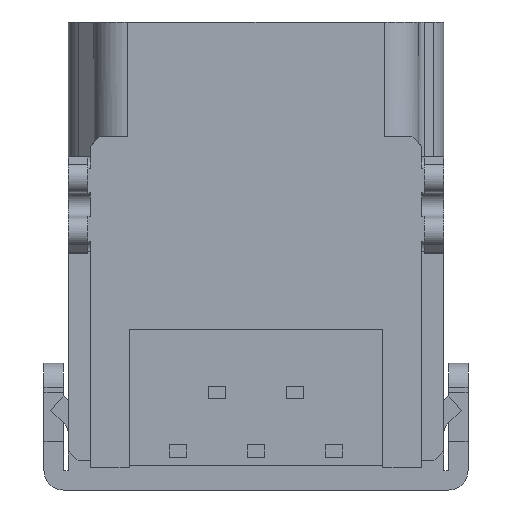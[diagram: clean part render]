
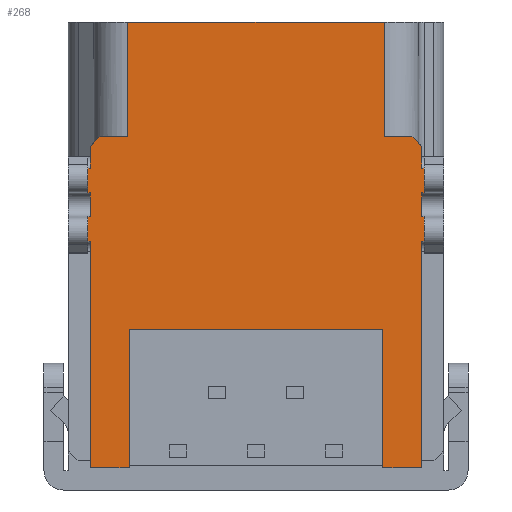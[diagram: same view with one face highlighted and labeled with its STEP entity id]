
A CAD part, front view. The second image highlights one B-rep face of the part: STEP entity #268.
In plain terms, the highlighted planar face has unit normal (0, -1, 0).
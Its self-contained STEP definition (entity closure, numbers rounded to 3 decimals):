
#268=ADVANCED_FACE('',(#825),#826,.T.);
#825=FACE_OUTER_BOUND('',#1577,.T.);
#826=PLANE('',#1578);
#1577=EDGE_LOOP('',(#3706,#3707,#3708,#3709,#3710,#3711,#3712,#3713,#3714,#3715,#3716,#3717,#3718,#3719,#3720,#3721,#3722,#3723,#3724,#3725,#3726,#3727,#3728,#3729,#3730,#3731,#3732,#3733,#3734,#3735));
#1578=AXIS2_PLACEMENT_3D('',#3736,#3737,#3738);
#3706=ORIENTED_EDGE('',*,*,#4561,.F.);
#3707=ORIENTED_EDGE('',*,*,#5183,.F.);
#3708=ORIENTED_EDGE('',*,*,#5184,.T.);
#3709=ORIENTED_EDGE('',*,*,#5185,.T.);
#3710=ORIENTED_EDGE('',*,*,#5186,.T.);
#3711=ORIENTED_EDGE('',*,*,#4500,.F.);
#3712=ORIENTED_EDGE('',*,*,#5155,.T.);
#3713=ORIENTED_EDGE('',*,*,#5179,.T.);
#3714=ORIENTED_EDGE('',*,*,#5187,.F.);
#3715=ORIENTED_EDGE('',*,*,#5182,.F.);
#3716=ORIENTED_EDGE('',*,*,#5167,.T.);
#3717=ORIENTED_EDGE('',*,*,#4542,.T.);
#3718=ORIENTED_EDGE('',*,*,#5188,.T.);
#3719=ORIENTED_EDGE('',*,*,#5189,.T.);
#3720=ORIENTED_EDGE('',*,*,#5190,.T.);
#3721=ORIENTED_EDGE('',*,*,#5191,.F.);
#3722=ORIENTED_EDGE('',*,*,#5192,.T.);
#3723=ORIENTED_EDGE('',*,*,#5193,.T.);
#3724=ORIENTED_EDGE('',*,*,#5194,.T.);
#3725=ORIENTED_EDGE('',*,*,#4522,.T.);
#3726=ORIENTED_EDGE('',*,*,#5195,.F.);
#3727=ORIENTED_EDGE('',*,*,#5196,.F.);
#3728=ORIENTED_EDGE('',*,*,#5197,.T.);
#3729=ORIENTED_EDGE('',*,*,#5198,.T.);
#3730=ORIENTED_EDGE('',*,*,#5199,.F.);
#3731=ORIENTED_EDGE('',*,*,#4520,.F.);
#3732=ORIENTED_EDGE('',*,*,#5200,.T.);
#3733=ORIENTED_EDGE('',*,*,#5201,.T.);
#3734=ORIENTED_EDGE('',*,*,#5202,.T.);
#3735=ORIENTED_EDGE('',*,*,#5203,.T.);
#3736=CARTESIAN_POINT('',(-3.85,-1.95,0.0));
#3737=DIRECTION('',(0.0,-1.0,0.0));
#3738=DIRECTION('',(0.0,0.0,-1.0));
#4500=EDGE_CURVE('',#5397,#5400,#5401,.T.);
#4520=EDGE_CURVE('',#5438,#5432,#5440,.T.);
#4522=EDGE_CURVE('',#5444,#5441,#5445,.T.);
#4542=EDGE_CURVE('',#5476,#5482,#5484,.T.);
#4561=EDGE_CURVE('',#5520,#5522,#5523,.T.);
#5155=EDGE_CURVE('',#5397,#6498,#6499,.T.);
#5167=EDGE_CURVE('',#6518,#5476,#6519,.T.);
#5179=EDGE_CURVE('',#6498,#6537,#6539,.T.);
#5182=EDGE_CURVE('',#6518,#6536,#6542,.T.);
#5183=EDGE_CURVE('',#6543,#5520,#6544,.T.);
#5184=EDGE_CURVE('',#6543,#6545,#6546,.T.);
#5185=EDGE_CURVE('',#6545,#6547,#6548,.T.);
#5186=EDGE_CURVE('',#6547,#5400,#6549,.T.);
#5187=EDGE_CURVE('',#6536,#6537,#6550,.T.);
#5188=EDGE_CURVE('',#5482,#6551,#6552,.T.);
#5189=EDGE_CURVE('',#6551,#6553,#6554,.T.);
#5190=EDGE_CURVE('',#6553,#6555,#6556,.T.);
#5191=EDGE_CURVE('',#6557,#6555,#6558,.T.);
#5192=EDGE_CURVE('',#6557,#6559,#6560,.T.);
#5193=EDGE_CURVE('',#6559,#6561,#6562,.T.);
#5194=EDGE_CURVE('',#6561,#5444,#6563,.T.);
#5195=EDGE_CURVE('',#6564,#5441,#6565,.T.);
#5196=EDGE_CURVE('',#6566,#6564,#6567,.T.);
#5197=EDGE_CURVE('',#6566,#6568,#6569,.T.);
#5198=EDGE_CURVE('',#6568,#6570,#6571,.T.);
#5199=EDGE_CURVE('',#5432,#6570,#6572,.T.);
#5200=EDGE_CURVE('',#5438,#6573,#6574,.T.);
#5201=EDGE_CURVE('',#6573,#6575,#6576,.T.);
#5202=EDGE_CURVE('',#6575,#6577,#6578,.T.);
#5203=EDGE_CURVE('',#6577,#5522,#6579,.T.);
#5397=VERTEX_POINT('',#6854);
#5400=VERTEX_POINT('',#6858);
#5401=LINE('',#6859,#6860);
#5432=VERTEX_POINT('',#6898);
#5438=VERTEX_POINT('',#6906);
#5440=LINE('',#6908,#6909);
#5441=VERTEX_POINT('',#6910);
#5444=VERTEX_POINT('',#6914);
#5445=LINE('',#6915,#6916);
#5476=VERTEX_POINT('',#6954);
#5482=VERTEX_POINT('',#6962);
#5484=LINE('',#6964,#6965);
#5520=VERTEX_POINT('',#7010);
#5522=VERTEX_POINT('',#7012);
#5523=LINE('',#7013,#7014);
#6498=VERTEX_POINT('',#8539);
#6499=LINE('',#8540,#8541);
#6518=VERTEX_POINT('',#8565);
#6519=LINE('',#8566,#8567);
#6536=VERTEX_POINT('',#8589);
#6537=VERTEX_POINT('',#8590);
#6539=LINE('',#8592,#8593);
#6542=LINE('',#8598,#8599);
#6543=VERTEX_POINT('',#8600);
#6544=LINE('',#8601,#8602);
#6545=VERTEX_POINT('',#8603);
#6546=LINE('',#8604,#8605);
#6547=VERTEX_POINT('',#8606);
#6548=LINE('',#8607,#8608);
#6549=LINE('',#8609,#8610);
#6550=LINE('',#8611,#8612);
#6551=VERTEX_POINT('',#8613);
#6552=LINE('',#8614,#8615);
#6553=VERTEX_POINT('',#8616);
#6554=LINE('',#8617,#8618);
#6555=VERTEX_POINT('',#8619);
#6556=LINE('',#8620,#8621);
#6557=VERTEX_POINT('',#8622);
#6558=LINE('',#8623,#8624);
#6559=VERTEX_POINT('',#8625);
#6560=LINE('',#8626,#8627);
#6561=VERTEX_POINT('',#8628);
#6562=LINE('',#8629,#8630);
#6563=LINE('',#8631,#8632);
#6564=VERTEX_POINT('',#8633);
#6565=LINE('',#8634,#8635);
#6566=VERTEX_POINT('',#8636);
#6567=LINE('',#8637,#8638);
#6568=VERTEX_POINT('',#8639);
#6569=LINE('',#8640,#8641);
#6570=VERTEX_POINT('',#8642);
#6571=LINE('',#8643,#8644);
#6572=LINE('',#8645,#8646);
#6573=VERTEX_POINT('',#8647);
#6574=LINE('',#8648,#8649);
#6575=VERTEX_POINT('',#8650);
#6576=LINE('',#8651,#8652);
#6577=VERTEX_POINT('',#8653);
#6578=LINE('',#8654,#8655);
#6579=LINE('',#8656,#8657);
#6854=CARTESIAN_POINT('',(-3.45,-1.95,-2.999));
#6858=CARTESIAN_POINT('',(-3.4,-1.95,-2.999));
#6859=CARTESIAN_POINT('',(-3.45,-1.95,-2.999));
#6860=VECTOR('',#9057,0.05);
#6898=CARTESIAN_POINT('',(3.45,-1.95,-2.999));
#6906=CARTESIAN_POINT('',(3.4,-1.95,-2.999));
#6908=CARTESIAN_POINT('',(3.4,-1.95,-2.999));
#6909=VECTOR('',#9097,0.05);
#6910=CARTESIAN_POINT('',(3.45,-1.95,-4.501));
#6914=CARTESIAN_POINT('',(3.4,-1.95,-4.501));
#6915=CARTESIAN_POINT('',(3.4,-1.95,-4.501));
#6916=VECTOR('',#9099,0.05);
#6954=CARTESIAN_POINT('',(-3.45,-1.95,-4.501));
#6962=CARTESIAN_POINT('',(-3.4,-1.95,-4.501));
#6964=CARTESIAN_POINT('',(-3.45,-1.95,-4.501));
#6965=VECTOR('',#9139,0.05);
#7010=CARTESIAN_POINT('',(-2.635,-1.95,0.0));
#7012=CARTESIAN_POINT('',(2.635,-1.95,0.0));
#7013=CARTESIAN_POINT('',(-2.635,-1.95,0.0));
#7014=VECTOR('',#9176,5.27);
#8539=CARTESIAN_POINT('',(-3.45,-1.95,-3.505));
#8540=CARTESIAN_POINT('',(-3.45,-1.95,-2.999));
#8541=VECTOR('',#10026,0.506);
#8565=CARTESIAN_POINT('',(-3.45,-1.95,-3.995));
#8566=CARTESIAN_POINT('',(-3.45,-1.95,-3.995));
#8567=VECTOR('',#10050,0.506);
#8589=CARTESIAN_POINT('',(-3.4,-1.95,-3.995));
#8590=CARTESIAN_POINT('',(-3.4,-1.95,-3.505));
#8592=CARTESIAN_POINT('',(-3.45,-1.95,-3.505));
#8593=VECTOR('',#10074,0.05);
#8598=CARTESIAN_POINT('',(-3.45,-1.95,-3.995));
#8599=VECTOR('',#10077,0.05);
#8600=CARTESIAN_POINT('',(-2.635,-1.95,-2.35));
#8601=CARTESIAN_POINT('',(-2.635,-1.95,-2.35));
#8602=VECTOR('',#10078,2.35);
#8603=CARTESIAN_POINT('',(-3.2,-1.95,-2.35));
#8604=CARTESIAN_POINT('',(-2.635,-1.95,-2.35));
#8605=VECTOR('',#10079,0.565);
#8606=CARTESIAN_POINT('',(-3.4,-1.95,-2.55));
#8607=CARTESIAN_POINT('',(-3.2,-1.95,-2.35));
#8608=VECTOR('',#10080,0.283);
#8609=CARTESIAN_POINT('',(-3.4,-1.95,-2.55));
#8610=VECTOR('',#10081,0.449);
#8611=CARTESIAN_POINT('',(-3.4,-1.95,-3.995));
#8612=VECTOR('',#10082,0.49);
#8613=CARTESIAN_POINT('',(-3.4,-1.95,-9.148));
#8614=CARTESIAN_POINT('',(-3.4,-1.95,-4.501));
#8615=VECTOR('',#10083,4.647);
#8616=CARTESIAN_POINT('',(-2.6,-1.95,-9.148));
#8617=CARTESIAN_POINT('',(-3.4,-1.95,-9.148));
#8618=VECTOR('',#10084,0.8);
#8619=CARTESIAN_POINT('',(-2.6,-1.95,-6.298));
#8620=CARTESIAN_POINT('',(-2.6,-1.95,-9.148));
#8621=VECTOR('',#10085,2.85);
#8622=CARTESIAN_POINT('',(2.6,-1.95,-6.298));
#8623=CARTESIAN_POINT('',(2.6,-1.95,-6.298));
#8624=VECTOR('',#10086,5.2);
#8625=CARTESIAN_POINT('',(2.6,-1.95,-9.148));
#8626=CARTESIAN_POINT('',(2.6,-1.95,-6.298));
#8627=VECTOR('',#10087,2.85);
#8628=CARTESIAN_POINT('',(3.4,-1.95,-9.148));
#8629=CARTESIAN_POINT('',(2.6,-1.95,-9.148));
#8630=VECTOR('',#10088,0.8);
#8631=CARTESIAN_POINT('',(3.4,-1.95,-9.148));
#8632=VECTOR('',#10089,4.647);
#8633=CARTESIAN_POINT('',(3.45,-1.95,-3.995));
#8634=CARTESIAN_POINT('',(3.45,-1.95,-3.995));
#8635=VECTOR('',#10090,0.506);
#8636=CARTESIAN_POINT('',(3.4,-1.95,-3.995));
#8637=CARTESIAN_POINT('',(3.4,-1.95,-3.995));
#8638=VECTOR('',#10091,0.05);
#8639=CARTESIAN_POINT('',(3.4,-1.95,-3.505));
#8640=CARTESIAN_POINT('',(3.4,-1.95,-3.995));
#8641=VECTOR('',#10092,0.49);
#8642=CARTESIAN_POINT('',(3.45,-1.95,-3.505));
#8643=CARTESIAN_POINT('',(3.4,-1.95,-3.505));
#8644=VECTOR('',#10093,0.05);
#8645=CARTESIAN_POINT('',(3.45,-1.95,-2.999));
#8646=VECTOR('',#10094,0.506);
#8647=CARTESIAN_POINT('',(3.4,-1.95,-2.55));
#8648=CARTESIAN_POINT('',(3.4,-1.95,-2.999));
#8649=VECTOR('',#10095,0.449);
#8650=CARTESIAN_POINT('',(3.2,-1.95,-2.35));
#8651=CARTESIAN_POINT('',(3.4,-1.95,-2.55));
#8652=VECTOR('',#10096,0.283);
#8653=CARTESIAN_POINT('',(2.635,-1.95,-2.35));
#8654=CARTESIAN_POINT('',(3.2,-1.95,-2.35));
#8655=VECTOR('',#10097,0.565);
#8656=CARTESIAN_POINT('',(2.635,-1.95,-2.35));
#8657=VECTOR('',#10098,2.35);
#9057=DIRECTION('',(1.0,0.0,0.));
#9097=DIRECTION('',(1.0,0.0,0.0));
#9099=DIRECTION('',(1.0,0.0,0.0));
#9139=DIRECTION('',(1.0,0.0,0.0));
#9176=DIRECTION('',(1.0,0.0,0.0));
#10026=DIRECTION('',(0.0,0.0,-1.0));
#10050=DIRECTION('',(0.0,0.0,-1.0));
#10074=DIRECTION('',(1.0,0.0,0.0));
#10077=DIRECTION('',(1.0,0.0,0.0));
#10078=DIRECTION('',(0.0,0.0,1.0));
#10079=DIRECTION('',(-1.0,0.0,0.0));
#10080=DIRECTION('',(-0.707,0.0,-0.707));
#10081=DIRECTION('',(0.0,0.0,-1.0));
#10082=DIRECTION('',(0.0,0.0,1.0));
#10083=DIRECTION('',(0.0,0.0,-1.0));
#10084=DIRECTION('',(1.0,0.0,0.0));
#10085=DIRECTION('',(0.0,0.0,1.0));
#10086=DIRECTION('',(-1.0,0.0,0.0));
#10087=DIRECTION('',(0.0,0.0,-1.0));
#10088=DIRECTION('',(1.0,0.0,0.0));
#10089=DIRECTION('',(0.0,0.0,1.0));
#10090=DIRECTION('',(0.0,0.0,-1.0));
#10091=DIRECTION('',(1.0,0.0,0.0));
#10092=DIRECTION('',(0.0,0.0,1.0));
#10093=DIRECTION('',(1.0,0.0,0.0));
#10094=DIRECTION('',(0.0,0.0,-1.0));
#10095=DIRECTION('',(0.0,0.0,1.0));
#10096=DIRECTION('',(-0.707,0.0,0.707));
#10097=DIRECTION('',(-1.0,0.0,0.0));
#10098=DIRECTION('',(0.0,0.0,1.0));
